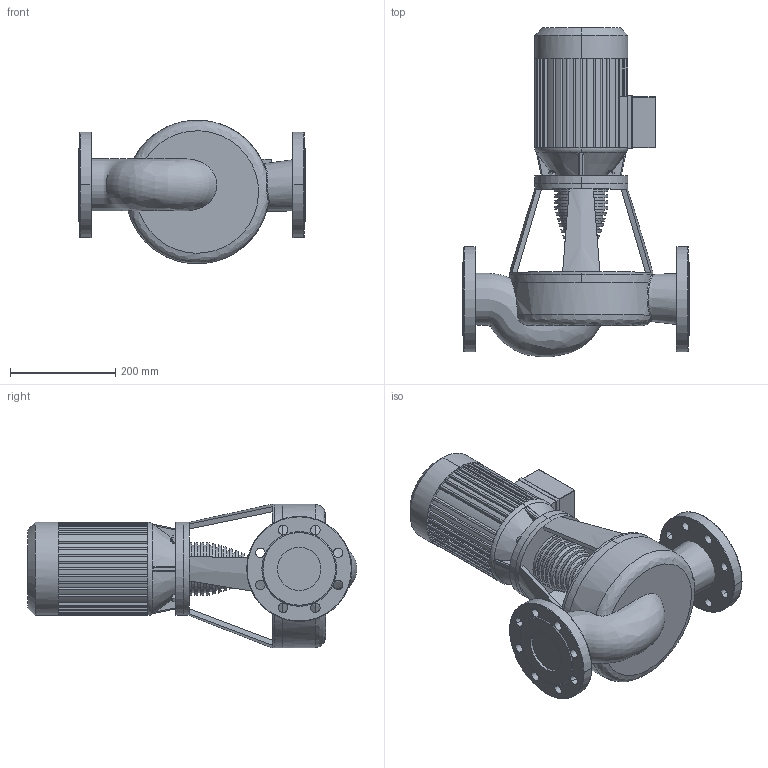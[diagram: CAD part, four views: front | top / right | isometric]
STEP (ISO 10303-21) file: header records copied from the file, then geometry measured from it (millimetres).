
FILE_DESCRIPTION((''),'2;1');
FILE_NAME('3d_IPH-W80_160-1_1_4-2121280.stp','2016-08-29T09:59:49',(''),(''),'Mechanical Desktop 2009','Mechanical Desktop 2009',', , ');
FILE_SCHEMA(('CONFIG_CONTROL_DESIGN'));
Length unit declared in the file: millimetre
Products named in the file (1): Product
Bounding box: 430 x 626.6 x 273 mm (x, y, z)
Volume: 18261439.6 mm3; surface area: 1068658.8 mm2
Topology: 10 solids, 10 shells, 549 faces, 1420 edges, 901 vertices
Faces by surface type: plane 240, cylinder 150, bspline 121, cone 28, torus 6, sphere 4
Entity records: 44066 total; most frequent: CARTESIAN_POINT 30613, ORIENTED_EDGE 2824, DIRECTION 2797, EDGE_CURVE 1412, AXIS2_PLACEMENT_3D 1059, VERTEX_POINT 899, VECTOR 679, LINE 679
